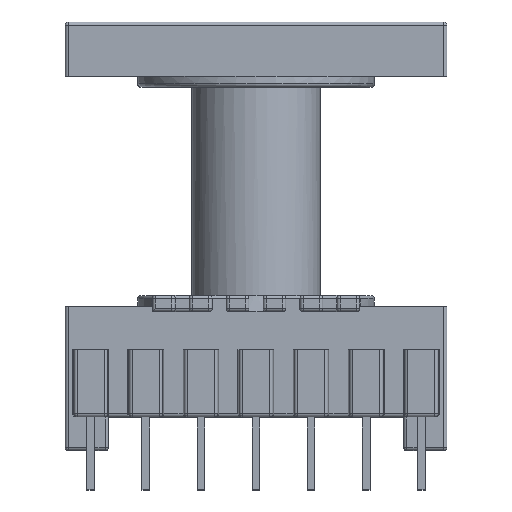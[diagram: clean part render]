
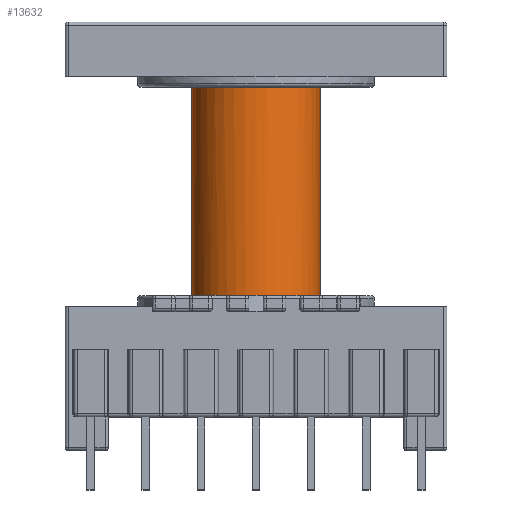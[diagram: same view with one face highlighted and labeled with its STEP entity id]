
A CAD part, top view. The second image highlights one B-rep face of the part: STEP entity #13632.
In plain terms, the highlighted cylindrical face has radius 5.9 mm (diameter 11.8 mm), a partial arc.
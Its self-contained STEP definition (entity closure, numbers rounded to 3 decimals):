
#416=CARTESIAN_POINT('',(0.,20.2,0.));
#417=DIRECTION('',(0.,-1.,0.));
#418=DIRECTION('',(1.,0.,0.));
#419=AXIS2_PLACEMENT_3D('',#416,#417,#418);
#987=CARTESIAN_POINT('',(0.,1.,0.));
#988=DIRECTION('',(0.,1.,0.));
#989=DIRECTION('',(0.161,0.,0.987));
#990=AXIS2_PLACEMENT_3D('',#987,#988,#989);
#3371=CARTESIAN_POINT('',(0.,1.,0.));
#3372=DIRECTION('',(0.,1.,0.));
#3373=DIRECTION('',(-1.,0.,0.));
#3374=AXIS2_PLACEMENT_3D('',#3371,#3372,#3373);
#3744=CARTESIAN_POINT('',(-0.939,1.,
5.825));
#3745=CARTESIAN_POINT('',(-0.94,1.,
5.825));
#3746=CARTESIAN_POINT('',(-0.943,1.,
5.824));
#3747=CARTESIAN_POINT('',(-0.946,1.,
5.824));
#3748=CARTESIAN_POINT('',(-0.949,1.,5.823));
#3749=CARTESIAN_POINT('',(-0.95,1.,5.823));
#3751=DIRECTION('',(0.,-1.,0.));
#3752=VECTOR('',#3751,19.2);
#3753=CARTESIAN_POINT('',(5.9,20.2,0.));
#3754=LINE('',#3753,#3752);
#3755=CARTESIAN_POINT('',(0.95,1.,5.823));
#3756=CARTESIAN_POINT('',(0.949,1.,5.823));
#3757=CARTESIAN_POINT('',(0.946,1.,
5.824));
#3758=CARTESIAN_POINT('',(0.943,1.,
5.824));
#3759=CARTESIAN_POINT('',(0.94,1.,
5.825));
#3760=CARTESIAN_POINT('',(0.939,1.,
5.825));
#3762=CARTESIAN_POINT('',(0.939,1.,
5.825));
#3763=CARTESIAN_POINT('',(0.318,1.,
5.925));
#3764=CARTESIAN_POINT('',(-0.318,1.,
5.925));
#3765=CARTESIAN_POINT('',(-0.939,1.,
5.825));
#3774=DIRECTION('',(0.,-1.,0.));
#3775=VECTOR('',#3774,19.2);
#3776=CARTESIAN_POINT('',(-5.9,20.2,0.));
#3777=LINE('',#3776,#3775);
#8117=CARTESIAN_POINT('',(-5.9,1.,0.));
#8118=VERTEX_POINT('',#8117);
#8119=CARTESIAN_POINT('',(-0.95,1.,5.823));
#8120=VERTEX_POINT('',#8119);
#8141=CARTESIAN_POINT('',(0.95,1.,5.823));
#8142=VERTEX_POINT('',#8141);
#8143=CARTESIAN_POINT('',(5.9,1.,0.));
#8144=VERTEX_POINT('',#8143);
#8203=VERTEX_POINT('',#3744);
#8205=CARTESIAN_POINT('',(-5.9,20.2,0.));
#8206=VERTEX_POINT('',#8205);
#8207=CARTESIAN_POINT('',(5.9,20.2,0.));
#8208=VERTEX_POINT('',#8207);
#8209=VERTEX_POINT('',#3760);
#13613=CARTESIAN_POINT('',(0.,0.,0.));
#13614=DIRECTION('',(0.,1.,0.));
#13615=DIRECTION('',(1.,0.,0.));
#13616=AXIS2_PLACEMENT_3D('',#13613,#13614,#13615);
#13617=CYLINDRICAL_SURFACE('',#13616,5.9);
#13618=ORIENTED_EDGE('',*,*,#13604,.T.);
#13619=ORIENTED_EDGE('',*,*,#13120,.F.);
#13621=ORIENTED_EDGE('',*,*,#13620,.F.);
#13622=ORIENTED_EDGE('',*,*,#9333,.F.);
#13624=ORIENTED_EDGE('',*,*,#13623,.T.);
#13625=ORIENTED_EDGE('',*,*,#10126,.F.);
#13627=ORIENTED_EDGE('',*,*,#13626,.T.);
#13629=ORIENTED_EDGE('',*,*,#13628,.T.);
#13630=EDGE_LOOP('',(#13618,#13619,#13621,#13622,#13624,#13625,#13627,#13629));
#13631=FACE_OUTER_BOUND('',#13630,.F.);
#420=CIRCLE('',#419,5.9);
#991=CIRCLE('',#990,5.9);
#3375=CIRCLE('',#3374,5.9);
#3750=B_SPLINE_CURVE_WITH_KNOTS('',3,(#3744,#3745,#3746,#3747,#3748,#3749),
.UNSPECIFIED.,.F.,.F.,(4,1,1,4),(0.,0.333,0.667,1.),
.UNSPECIFIED.);
#3761=B_SPLINE_CURVE_WITH_KNOTS('',3,(#3755,#3756,#3757,#3758,#3759,#3760),
.UNSPECIFIED.,.F.,.F.,(4,1,1,4),(0.,0.333,0.667,1.),
.UNSPECIFIED.);
#3766=B_SPLINE_CURVE_WITH_KNOTS('',3,(#3762,#3763,#3764,#3765),.UNSPECIFIED.,
.F.,.F.,(4,4),(0.,1.),.UNSPECIFIED.);
#9333=EDGE_CURVE('',#8208,#8206,#420,.T.);
#10126=EDGE_CURVE('',#8142,#8144,#991,.T.);
#13120=EDGE_CURVE('',#8118,#8120,#3375,.T.);
#13604=EDGE_CURVE('',#8203,#8120,#3750,.T.);
#13620=EDGE_CURVE('',#8206,#8118,#3777,.T.);
#13623=EDGE_CURVE('',#8208,#8144,#3754,.T.);
#13626=EDGE_CURVE('',#8142,#8209,#3761,.T.);
#13628=EDGE_CURVE('',#8209,#8203,#3766,.T.);
#13632=ADVANCED_FACE('',(#13631),#13617,.T.);
